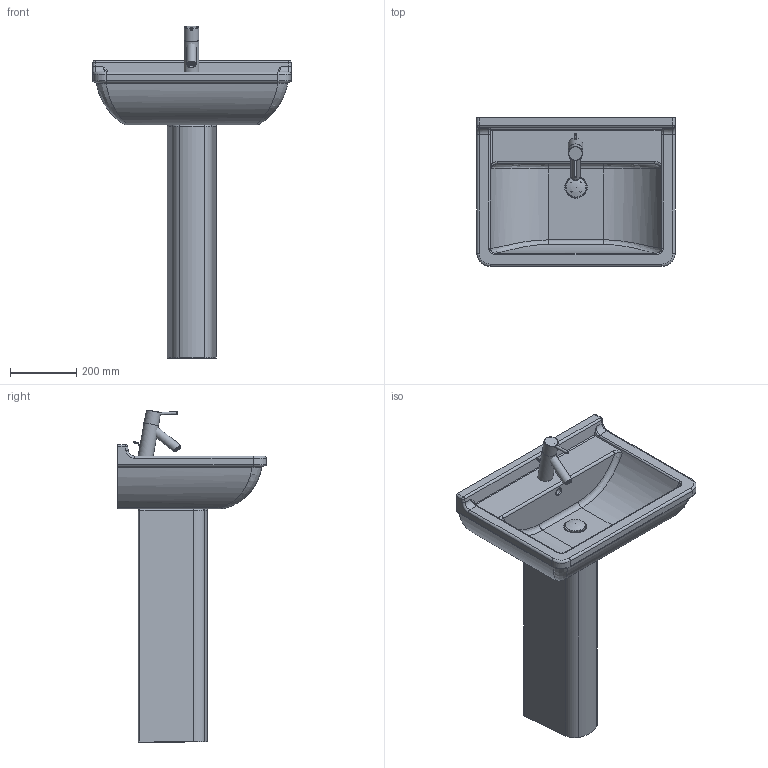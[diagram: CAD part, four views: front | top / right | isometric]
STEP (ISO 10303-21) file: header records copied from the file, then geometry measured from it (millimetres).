
FILE_DESCRIPTION((''),'2;1');
FILE_NAME('030060_086516.stp','2007-07-25T16:22:26',('Huebner'),(''),'Autodesk Inventor 11','Autodesk Inventor 11','');
FILE_SCHEMA(('AUTOMOTIVE_DESIGN { 1 0 10303 214 1 1 1 1 }'));
Length unit declared in the file: millimetre
Products named in the file (11): 030060_086516; 030060; Baterie_Starck3; hebel1; Griff_2Starck3; Hebel3kurz; Halterstarck3; Neoperl_Starck3; Kelch; Stopfen; 086516
Assembly tree (10 placements, depth 3):
  030060_086516
    030060
    Baterie_Starck3
      hebel1
      Griff_2Starck3
      Hebel3kurz
      Halterstarck3
      Neoperl_Starck3
    Kelch
    Stopfen
    086516
Bounding box: 600 x 450 x 1004.37 mm (x, y, z)
Volume: 25799246.1 mm3; surface area: 1923929.9 mm2
Topology: 9 solids, 9 shells, 228 faces, 544 edges, 325 vertices
Faces by surface type: cylinder 92, plane 70, bspline 31, torus 24, sphere 8, cone 3
Full cylindrical faces by diameter (mm): 8 x1, 9.368 x1, 15 x2, 16 x1, 20 x2, 28 x1, 35 x1, 42 x1, 42.394 x1, 44 x2, 45 x1, 52 x1, 60 x1, 75 x1
Entity records: 12439 total; most frequent: CARTESIAN_POINT 7126, DIRECTION 1086, ORIENTED_EDGE 996, EDGE_CURVE 498, AXIS2_PLACEMENT_3D 433, VERTEX_POINT 320, EDGE_LOOP 282, FACE_OUTER_BOUND 228
